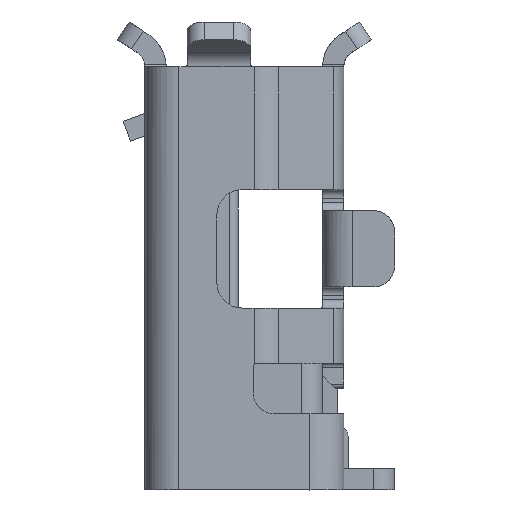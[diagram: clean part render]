
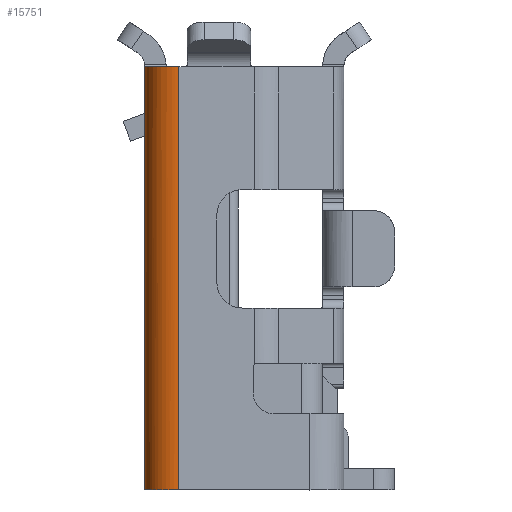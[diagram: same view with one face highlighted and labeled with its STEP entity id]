
A CAD part, left-side view. The second image highlights one B-rep face of the part: STEP entity #15751.
In plain terms, the highlighted cylindrical face has radius 0.4 mm (diameter 0.8 mm), a partial arc.
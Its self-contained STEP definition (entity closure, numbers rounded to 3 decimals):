
#512 = LINE ( 'NONE', #17124, #4463 ) ;
#548 = VERTEX_POINT ( 'NONE', #12956 ) ;
#1301 = CARTESIAN_POINT ( 'NONE',  ( -3.545, 2.267, -2.85 ) ) ;
#1448 = CARTESIAN_POINT ( 'NONE',  ( -3.7, 1.95, 2.15 ) ) ;
#1965 = ORIENTED_EDGE ( 'NONE', *, *, #23148, .T. ) ;
#2235 = VECTOR ( 'NONE', #10345, 1000. ) ;
#3182 = B_SPLINE_CURVE_WITH_KNOTS ( 'NONE', 3,
 ( #14130, #15073, #20857, #20724, #6536, #1448 ),
 .UNSPECIFIED., .F., .F.,
 ( 4, 2, 4 ),
 ( 0., 0.5, 1. ),
 .UNSPECIFIED. ) ;
#3392 = CARTESIAN_POINT ( 'NONE',  ( -3.602, 2.213, -2.85 ) ) ;
#3522 = CARTESIAN_POINT ( 'NONE',  ( -3.405, 2.34, -2.85 ) ) ;
#4463 = VECTOR ( 'NONE', #14892, 1000. ) ;
#5090 = VERTEX_POINT ( 'NONE', #21916 ) ;
#5735 = CARTESIAN_POINT ( 'NONE',  ( -3.7, 1.976, -2.85 ) ) ;
#6029 = EDGE_CURVE ( 'NONE', #548, #5090, #25443, .T. ) ;
#6536 = CARTESIAN_POINT ( 'NONE',  ( -3.7, 2.056, 2.15 ) ) ;
#6866 = VERTEX_POINT ( 'NONE', #18012 ) ;
#7841 = CARTESIAN_POINT ( 'NONE',  ( -3.642, 2.16, -2.85 ) ) ;
#9791 = CARTESIAN_POINT ( 'NONE',  ( -3.477, 2.309, -2.85 ) ) ;
#10134 = AXIS2_PLACEMENT_3D ( 'NONE', #25858, #12655, #25095 ) ;
#10345 = DIRECTION ( 'NONE',  ( 0., 0., -1. ) ) ;
#11931 = B_SPLINE_CURVE_WITH_KNOTS ( 'NONE', 3,
 ( #13191, #5735, #18479, #26575, #12190, #26971, #7841, #14001, #3392, #20453, #13864, #1301, #16381, #9791, #3522, #24370, #24898 ),
 .UNSPECIFIED., .F., .F.,
 ( 4, 2, 2, 1, 2, 2, 2, 2, 4 ),
 ( 0., 0.125, 0.25, 0.375, 0.437, 0.5, 0.625, 0.75, 1. ),
 .UNSPECIFIED. ) ;
#12190 = CARTESIAN_POINT ( 'NONE',  ( -3.679, 2.08, -2.85 ) ) ;
#12655 = DIRECTION ( 'NONE',  ( 0., 0., -1. ) ) ;
#12956 = CARTESIAN_POINT ( 'NONE',  ( -3.7, 1.95, 2.15 ) ) ;
#13191 = CARTESIAN_POINT ( 'NONE',  ( -3.7, 1.95, -2.85 ) ) ;
#13294 = FACE_OUTER_BOUND ( 'NONE', #25961, .T. ) ;
#13800 = ORIENTED_EDGE ( 'NONE', *, *, #6029, .F. ) ;
#13864 = CARTESIAN_POINT ( 'NONE',  ( -3.565, 2.251, -2.85 ) ) ;
#14001 = CARTESIAN_POINT ( 'NONE',  ( -3.619, 2.192, -2.85 ) ) ;
#14130 = CARTESIAN_POINT ( 'NONE',  ( -3.3, 2.35, 2.15 ) ) ;
#14892 = DIRECTION ( 'NONE',  ( 0., 0., -1. ) ) ;
#15073 = CARTESIAN_POINT ( 'NONE',  ( -3.406, 2.35, 2.15 ) ) ;
#15158 = CARTESIAN_POINT ( 'NONE',  ( -3.3, 2.35, 2.15 ) ) ;
#15556 = EDGE_CURVE ( 'NONE', #5090, #6866, #11931, .T. ) ;
#15751 = ADVANCED_FACE ( 'NONE', ( #13294 ), #19575, .T. ) ;
#15850 = ORIENTED_EDGE ( 'NONE', *, *, #20476, .F. ) ;
#16381 = CARTESIAN_POINT ( 'NONE',  ( -3.502, 2.296, -2.85 ) ) ;
#16791 = CARTESIAN_POINT ( 'NONE',  ( -3.7, 1.95, 2.25 ) ) ;
#17124 = CARTESIAN_POINT ( 'NONE',  ( -3.3, 2.35, -0.35 ) ) ;
#17187 = VERTEX_POINT ( 'NONE', #15158 ) ;
#18012 = CARTESIAN_POINT ( 'NONE',  ( -3.3, 2.35, -2.85 ) ) ;
#18479 = CARTESIAN_POINT ( 'NONE',  ( -3.697, 2.002, -2.85 ) ) ;
#19575 = CYLINDRICAL_SURFACE ( 'NONE', #10134, 0.4 ) ;
#20453 = CARTESIAN_POINT ( 'NONE',  ( -3.592, 2.224, -2.85 ) ) ;
#20476 = EDGE_CURVE ( 'NONE', #17187, #548, #3182, .T. ) ;
#20724 = CARTESIAN_POINT ( 'NONE',  ( -3.658, 2.158, 2.15 ) ) ;
#20857 = CARTESIAN_POINT ( 'NONE',  ( -3.508, 2.308, 2.15 ) ) ;
#21916 = CARTESIAN_POINT ( 'NONE',  ( -3.7, 1.95, -2.85 ) ) ;
#23148 = EDGE_CURVE ( 'NONE', #17187, #6866, #512, .T. ) ;
#24370 = CARTESIAN_POINT ( 'NONE',  ( -3.354, 2.35, -2.85 ) ) ;
#24898 = CARTESIAN_POINT ( 'NONE',  ( -3.3, 2.35, -2.85 ) ) ;
#25095 = DIRECTION ( 'NONE',  ( 1., 0., 0. ) ) ;
#25443 = LINE ( 'NONE', #16791, #2235 ) ;
#25605 = ORIENTED_EDGE ( 'NONE', *, *, #15556, .F. ) ;
#25858 = CARTESIAN_POINT ( 'NONE',  ( -3.3, 1.95, 2.25 ) ) ;
#25961 = EDGE_LOOP ( 'NONE', ( #13800, #15850, #1965, #25605 ) ) ;
#26575 = CARTESIAN_POINT ( 'NONE',  ( -3.687, 2.053, -2.85 ) ) ;
#26971 = CARTESIAN_POINT ( 'NONE',  ( -3.66, 2.127, -2.85 ) ) ;
